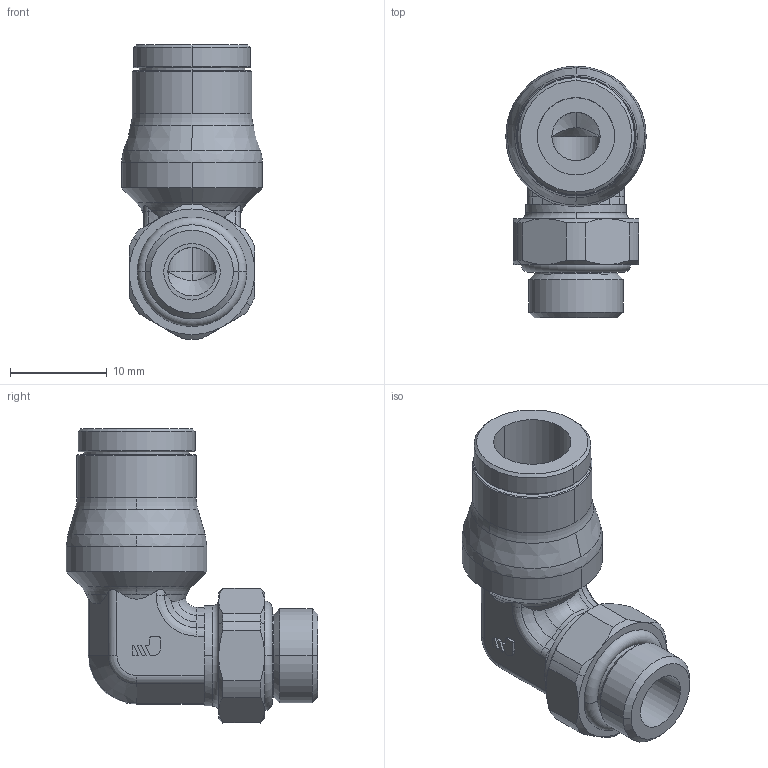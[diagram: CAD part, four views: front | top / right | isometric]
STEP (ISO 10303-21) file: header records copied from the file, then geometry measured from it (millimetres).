
FILE_DESCRIPTION(('STEP AP214'),'1');
FILE_NAME('3699_08_10.stp','2016-07-07T14:16:59',('TraceParts'),('TraceParts S.A.'),'Spatial InterOp 3D',' ',' ');
FILE_SCHEMA(('automotive_design'));
Length unit declared in the file: millimetre
Products named in the file (1): 1
Bounding box: 14.53 x 26 x 30.49 mm (x, y, z)
Volume: 3221.4 mm3; surface area: 2689 mm2
Topology: 1 solids, 1 shells, 161 faces, 395 edges, 244 vertices
Faces by surface type: plane 50, cylinder 49, cone 41, torus 20, sphere 1
Entity records: 4949 total; most frequent: CARTESIAN_POINT 1112, DIRECTION 860, ORIENTED_EDGE 788, EDGE_CURVE 394, AXIS2_PLACEMENT_3D 356, VERTEX_POINT 244, CIRCLE 192, EDGE_LOOP 172
